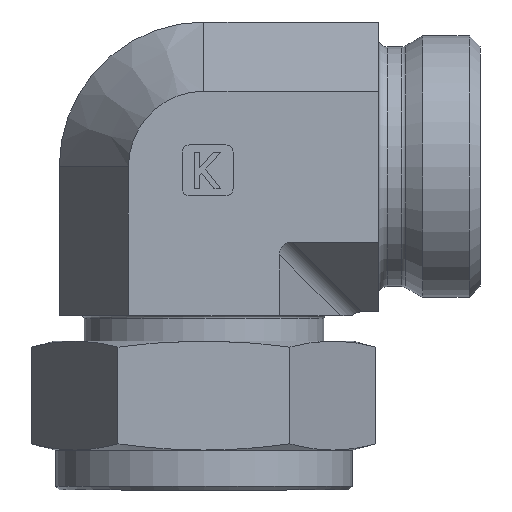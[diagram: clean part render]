
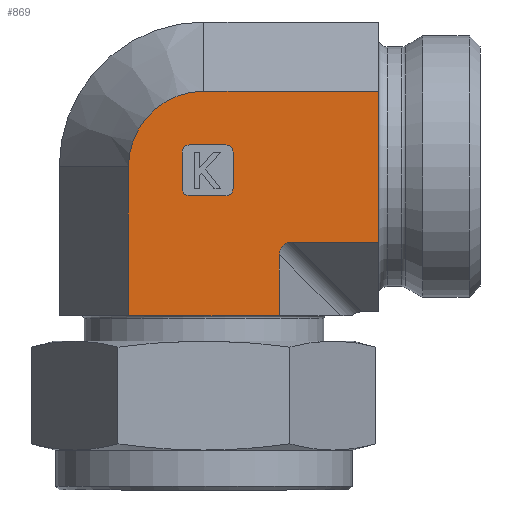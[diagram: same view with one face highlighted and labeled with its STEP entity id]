
A CAD part, left-side view. The second image highlights one B-rep face of the part: STEP entity #869.
In plain terms, the highlighted planar face has unit normal (-1, 0, 0).
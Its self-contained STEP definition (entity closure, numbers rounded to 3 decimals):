
#188=CARTESIAN_POINT('',(-35.285,-0.848,5.5));
#189=VERTEX_POINT('',#188);
#196=CARTESIAN_POINT('',(-35.285,19.936,5.5));
#197=VERTEX_POINT('',#196);
#198=CARTESIAN_POINT('',(-35.285,19.936,5.5));
#199=DIRECTION('',(0.0,-1.0,0.0));
#200=VECTOR('',#199,20.785);
#201=LINE('',#198,#200);
#202=EDGE_CURVE('',#197,#189,#201,.T.);
#717=CARTESIAN_POINT('',(-35.285,19.936,26.));
#718=VERTEX_POINT('',#717);
#719=CARTESIAN_POINT('',(-35.285,19.936,5.5));
#720=DIRECTION('',(0.0,0.0,1.0));
#721=VECTOR('',#720,20.5);
#722=LINE('',#719,#721);
#723=EDGE_CURVE('',#197,#718,#722,.T.);
#742=CARTESIAN_POINT('',(-35.285,-0.848,0.0));
#743=DIRECTION('',(-1.0,0.0,0.0));
#744=DIRECTION('',(0.0,0.0,1.0));
#745=AXIS2_PLACEMENT_3D('',#742,#743,#744);
#746=PLANE('',#745);
#747=ORIENTED_EDGE('',*,*,#202,.T.);
#748=CARTESIAN_POINT('',(-35.285,-0.848,13.876));
#749=VERTEX_POINT('',#748);
#750=CARTESIAN_POINT('',(-35.285,-0.848,5.5));
#751=DIRECTION('',(0.0,0.0,1.0));
#752=VECTOR('',#751,8.376);
#753=LINE('',#750,#752);
#754=EDGE_CURVE('',#189,#749,#753,.T.);
#755=ORIENTED_EDGE('',*,*,#754,.T.);
#756=CARTESIAN_POINT('',(-35.285,-2.58,15.608));
#757=VERTEX_POINT('',#756);
#758=CARTESIAN_POINT('',(-35.285,-3.158,13.298));
#759=DIRECTION('',(-1.0,0.0,0.0));
#760=DIRECTION('',(0.0,0.707,0.707));
#761=AXIS2_PLACEMENT_3D('',#758,#759,#760);
#762=ELLIPSE('',#761,2.582,2.0);
#763=EDGE_CURVE('',#757,#749,#762,.T.);
#764=ORIENTED_EDGE('',*,*,#763,.F.);
#765=CARTESIAN_POINT('',(-35.285,-14.456,15.608));
#766=VERTEX_POINT('',#765);
#767=CARTESIAN_POINT('',(-35.285,-2.58,15.608));
#768=DIRECTION('',(0.0,-1.0,0.0));
#769=VECTOR('',#768,11.876);
#770=LINE('',#767,#769);
#771=EDGE_CURVE('',#757,#766,#770,.T.);
#772=ORIENTED_EDGE('',*,*,#771,.T.);
#773=CARTESIAN_POINT('',(-35.285,-14.456,36.392));
#774=VERTEX_POINT('',#773);
#775=CARTESIAN_POINT('',(-35.285,-14.456,15.608));
#776=DIRECTION('',(0.0,0.0,1.0));
#777=VECTOR('',#776,20.785);
#778=LINE('',#775,#777);
#779=EDGE_CURVE('',#766,#774,#778,.T.);
#780=ORIENTED_EDGE('',*,*,#779,.T.);
#781=CARTESIAN_POINT('',(-35.285,9.544,36.392));
#782=VERTEX_POINT('',#781);
#783=CARTESIAN_POINT('',(-35.285,9.544,36.392));
#784=DIRECTION('',(0.0,-1.0,0.0));
#785=VECTOR('',#784,24.);
#786=LINE('',#783,#785);
#787=EDGE_CURVE('',#782,#774,#786,.T.);
#788=ORIENTED_EDGE('',*,*,#787,.F.);
#789=CARTESIAN_POINT('',(-35.285,9.544,26.));
#790=DIRECTION('',(-1.0,0.0,0.0));
#791=DIRECTION('',(0.0,0.0,1.0));
#792=AXIS2_PLACEMENT_3D('',#789,#790,#791);
#793=CIRCLE('',#792,10.392);
#794=EDGE_CURVE('',#782,#718,#793,.T.);
#795=ORIENTED_EDGE('',*,*,#794,.T.);
#796=ORIENTED_EDGE('',*,*,#723,.F.);
#797=EDGE_LOOP('',(#747,#755,#764,#772,#780,#788,#795,#796));
#798=FACE_OUTER_BOUND('',#797,.T.);
#799=CARTESIAN_POINT('',(-35.285,6.544,22.));
#800=VERTEX_POINT('',#799);
#801=CARTESIAN_POINT('',(-35.285,11.544,22.0));
#802=VERTEX_POINT('',#801);
#803=CARTESIAN_POINT('',(-35.285,6.544,22.));
#804=DIRECTION('',(0.0,1.0,0.0));
#805=VECTOR('',#804,5.);
#806=LINE('',#803,#805);
#807=EDGE_CURVE('',#800,#802,#806,.T.);
#808=ORIENTED_EDGE('',*,*,#807,.T.);
#809=CARTESIAN_POINT('',(-35.285,12.544,23.));
#810=VERTEX_POINT('',#809);
#811=CARTESIAN_POINT('',(-35.285,11.544,23.));
#812=DIRECTION('',(-1.0,0.0,0.0));
#813=DIRECTION('',(0.0,0.707,-0.707));
#814=AXIS2_PLACEMENT_3D('',#811,#812,#813);
#815=CIRCLE('',#814,1.0);
#816=EDGE_CURVE('',#810,#802,#815,.T.);
#817=ORIENTED_EDGE('',*,*,#816,.F.);
#818=CARTESIAN_POINT('',(-35.285,12.544,28.));
#819=VERTEX_POINT('',#818);
#820=CARTESIAN_POINT('',(-35.285,12.544,23.0));
#821=DIRECTION('',(0.0,0.0,1.0));
#822=VECTOR('',#821,5.);
#823=LINE('',#820,#822);
#824=EDGE_CURVE('',#810,#819,#823,.T.);
#825=ORIENTED_EDGE('',*,*,#824,.T.);
#826=CARTESIAN_POINT('',(-35.285,11.544,29.));
#827=VERTEX_POINT('',#826);
#828=CARTESIAN_POINT('',(-35.285,11.544,28.));
#829=DIRECTION('',(-1.0,0.0,0.0));
#830=DIRECTION('',(0.0,0.707,0.707));
#831=AXIS2_PLACEMENT_3D('',#828,#829,#830);
#832=CIRCLE('',#831,1.0);
#833=EDGE_CURVE('',#827,#819,#832,.T.);
#834=ORIENTED_EDGE('',*,*,#833,.F.);
#835=CARTESIAN_POINT('',(-35.285,6.544,29.));
#836=VERTEX_POINT('',#835);
#837=CARTESIAN_POINT('',(-35.285,11.544,29.));
#838=DIRECTION('',(0.0,-1.0,0.0));
#839=VECTOR('',#838,5.);
#840=LINE('',#837,#839);
#841=EDGE_CURVE('',#827,#836,#840,.T.);
#842=ORIENTED_EDGE('',*,*,#841,.T.);
#843=CARTESIAN_POINT('',(-35.285,5.544,28.));
#844=VERTEX_POINT('',#843);
#845=CARTESIAN_POINT('',(-35.285,6.544,28.));
#846=DIRECTION('',(-1.0,0.0,0.0));
#847=DIRECTION('',(0.0,-0.707,0.707));
#848=AXIS2_PLACEMENT_3D('',#845,#846,#847);
#849=CIRCLE('',#848,1.0);
#850=EDGE_CURVE('',#844,#836,#849,.T.);
#851=ORIENTED_EDGE('',*,*,#850,.F.);
#852=CARTESIAN_POINT('',(-35.285,5.544,23.));
#853=VERTEX_POINT('',#852);
#854=CARTESIAN_POINT('',(-35.285,5.544,28.));
#855=DIRECTION('',(0.0,0.0,-1.0));
#856=VECTOR('',#855,5.);
#857=LINE('',#854,#856);
#858=EDGE_CURVE('',#844,#853,#857,.T.);
#859=ORIENTED_EDGE('',*,*,#858,.T.);
#860=CARTESIAN_POINT('',(-35.285,6.544,23.));
#861=DIRECTION('',(-1.0,0.0,0.0));
#862=DIRECTION('',(0.0,-0.707,-0.707));
#863=AXIS2_PLACEMENT_3D('',#860,#861,#862);
#864=CIRCLE('',#863,1.0);
#865=EDGE_CURVE('',#800,#853,#864,.T.);
#866=ORIENTED_EDGE('',*,*,#865,.F.);
#867=EDGE_LOOP('',(#808,#817,#825,#834,#842,#851,#859,#866));
#868=FACE_BOUND('',#867,.T.);
#869=ADVANCED_FACE('',(#798,#868),#746,.T.);
